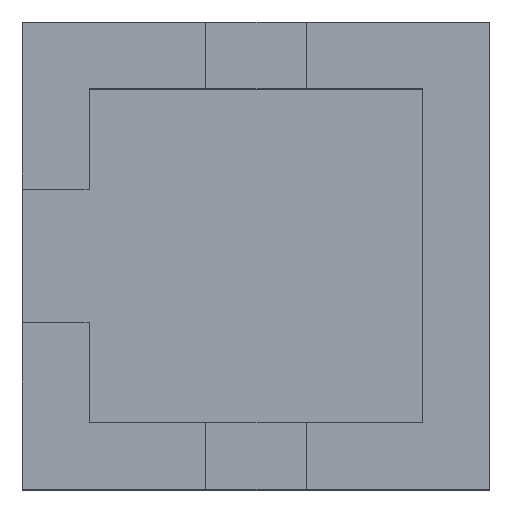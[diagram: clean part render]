
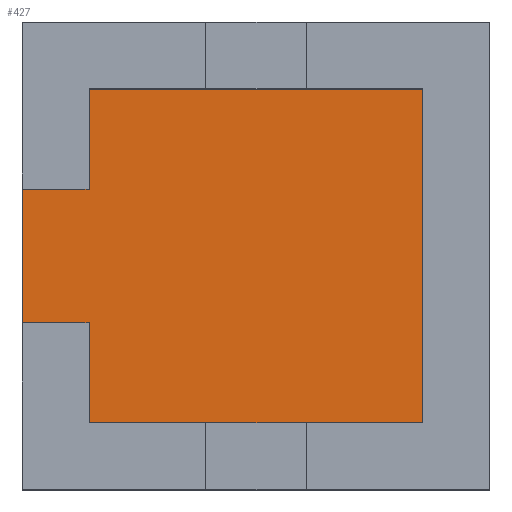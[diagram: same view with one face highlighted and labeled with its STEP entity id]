
A CAD part, top view. The second image highlights one B-rep face of the part: STEP entity #427.
In plain terms, the highlighted planar face has unit normal (0, 0, 1).
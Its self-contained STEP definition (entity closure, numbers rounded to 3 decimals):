
#21=FACE_OUTER_BOUND('',#43,.T.);
#43=EDGE_LOOP('',(#293,#294,#295,#296,#297,#298,#299,#300));
#66=LINE('',#605,#126);
#72=LINE('',#618,#132);
#73=LINE('',#620,#133);
#74=LINE('',#622,#134);
#75=LINE('',#624,#135);
#76=LINE('',#626,#136);
#77=LINE('',#628,#137);
#78=LINE('',#629,#138);
#126=VECTOR('',#494,10.);
#132=VECTOR('',#504,10.);
#133=VECTOR('',#505,10.);
#134=VECTOR('',#506,10.);
#135=VECTOR('',#507,10.);
#136=VECTOR('',#508,10.);
#137=VECTOR('',#509,10.);
#138=VECTOR('',#510,10.);
#183=VERTEX_POINT('',#598);
#186=VERTEX_POINT('',#603);
#191=VERTEX_POINT('',#617);
#192=VERTEX_POINT('',#619);
#193=VERTEX_POINT('',#621);
#194=VERTEX_POINT('',#623);
#195=VERTEX_POINT('',#625);
#196=VERTEX_POINT('',#627);
#226=EDGE_CURVE('',#186,#183,#66,.T.);
#232=EDGE_CURVE('',#191,#186,#72,.T.);
#233=EDGE_CURVE('',#192,#191,#73,.T.);
#234=EDGE_CURVE('',#193,#192,#74,.T.);
#235=EDGE_CURVE('',#194,#193,#75,.T.);
#236=EDGE_CURVE('',#195,#194,#76,.T.);
#237=EDGE_CURVE('',#196,#195,#77,.T.);
#238=EDGE_CURVE('',#183,#196,#78,.T.);
#293=ORIENTED_EDGE('',*,*,#232,.F.);
#294=ORIENTED_EDGE('',*,*,#233,.F.);
#295=ORIENTED_EDGE('',*,*,#234,.F.);
#296=ORIENTED_EDGE('',*,*,#235,.F.);
#297=ORIENTED_EDGE('',*,*,#236,.F.);
#298=ORIENTED_EDGE('',*,*,#237,.F.);
#299=ORIENTED_EDGE('',*,*,#238,.F.);
#300=ORIENTED_EDGE('',*,*,#226,.F.);
#405=PLANE('',#464);
#427=ADVANCED_FACE('',(#21),#405,.F.);
#464=AXIS2_PLACEMENT_3D('',#616,#502,#503);
#494=DIRECTION('',(0.,1.,0.));
#502=DIRECTION('center_axis',(0.,0.,-1.));
#503=DIRECTION('ref_axis',(-1.,0.,0.));
#504=DIRECTION('',(-1.,0.,0.));
#505=DIRECTION('',(0.,-1.,0.));
#506=DIRECTION('',(1.,0.,0.));
#507=DIRECTION('',(0.,1.,0.));
#508=DIRECTION('',(1.,0.,0.));
#509=DIRECTION('',(0.,1.,0.));
#510=DIRECTION('',(-1.,0.,0.));
#598=CARTESIAN_POINT('',(7.414,-8.313,-18.4));
#603=CARTESIAN_POINT('',(7.414,-11.313,-18.4));
#605=CARTESIAN_POINT('',(7.414,-9.813,-18.4));
#616=CARTESIAN_POINT('Origin',(12.414,-6.313,-18.4));
#617=CARTESIAN_POINT('',(17.414,-11.313,-18.4));
#618=CARTESIAN_POINT('',(15.914,-11.313,-18.4));
#619=CARTESIAN_POINT('',(17.414,-1.313,-18.4));
#620=CARTESIAN_POINT('',(17.414,-2.813,-18.4));
#621=CARTESIAN_POINT('',(7.414,-1.313,-18.4));
#622=CARTESIAN_POINT('',(8.914,-1.313,-18.4));
#623=CARTESIAN_POINT('',(7.414,-4.313,-18.4));
#624=CARTESIAN_POINT('',(7.414,-9.813,-18.4));
#625=CARTESIAN_POINT('',(5.414,-4.313,-18.4));
#626=CARTESIAN_POINT('',(7.414,-4.313,-18.4));
#627=CARTESIAN_POINT('',(5.414,-8.313,-18.4));
#628=CARTESIAN_POINT('',(5.414,-9.813,-18.4));
#629=CARTESIAN_POINT('',(7.414,-8.313,-18.4));
